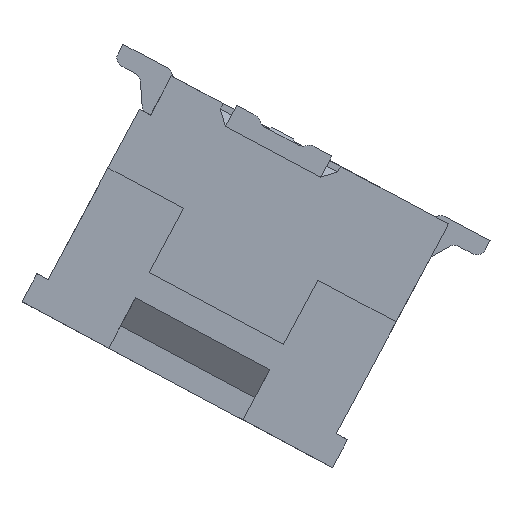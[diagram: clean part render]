
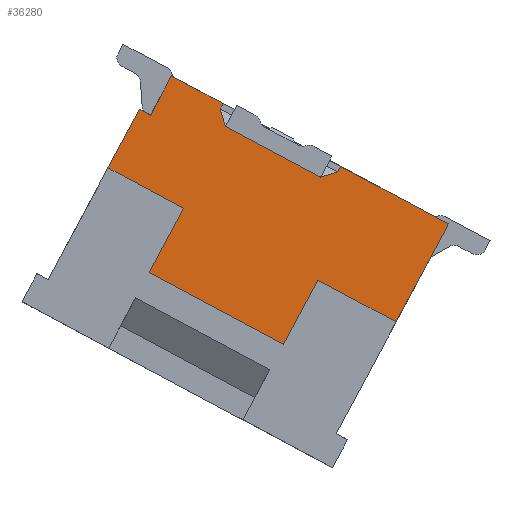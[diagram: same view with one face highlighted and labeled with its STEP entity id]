
A CAD part, front view. The second image highlights one B-rep face of the part: STEP entity #36280.
In plain terms, the highlighted planar face has unit normal (0, -1, 0).
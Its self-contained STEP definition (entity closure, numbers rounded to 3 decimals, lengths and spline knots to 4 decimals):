
#1901 = VECTOR ( 'NONE', #105312, 1000. ) ;
#2812 = ORIENTED_EDGE ( 'NONE', *, *, #125705, .F. ) ;
#4325 = DIRECTION ( 'NONE',  ( -0.471, 0., -0.882 ) ) ;
#4716 = CARTESIAN_POINT ( 'NONE',  ( 8.2315, -2.2, -1.129 ) ) ;
#6357 = CARTESIAN_POINT ( 'NONE',  ( 5.9256, -2.2, 2.0878 ) ) ;
#6780 = VERTEX_POINT ( 'NONE', #23451 ) ;
#8013 = DIRECTION ( 'NONE',  ( 0.471, 0., 0.882 ) ) ;
#9378 = CARTESIAN_POINT ( 'NONE',  ( 6.7794, -2.2, 1.283 ) ) ;
#10545 = PLANE ( 'NONE',  #13520 ) ;
#11504 = VERTEX_POINT ( 'NONE', #112214 ) ;
#11582 = ORIENTED_EDGE ( 'NONE', *, *, #130181, .F. ) ;
#12371 = VECTOR ( 'NONE', #138691, 1000. ) ;
#13147 = LINE ( 'NONE', #67523, #65259 ) ;
#13520 = AXIS2_PLACEMENT_3D ( 'NONE', #34875, #57866, #107250 ) ;
#13924 = VECTOR ( 'NONE', #30677, 1000. ) ;
#15652 = LINE ( 'NONE', #111384, #117756 ) ;
#15805 = DIRECTION ( 'NONE',  ( 0.471, 0., 0.882 ) ) ;
#15962 = VERTEX_POINT ( 'NONE', #148311 ) ;
#17003 = EDGE_CURVE ( 'NONE', #146277, #32256, #113117, .T. ) ;
#17040 = VECTOR ( 'NONE', #8013, 1000. ) ;
#17607 = EDGE_CURVE ( 'NONE', #88712, #47218, #129198, .T. ) ;
#20095 = FACE_OUTER_BOUND ( 'NONE', #34189, .T. ) ;
#21409 = EDGE_CURVE ( 'NONE', #32256, #32312, #66026, .T. ) ;
#21773 = DIRECTION ( 'NONE',  ( 0.882, 0., -0.471 ) ) ;
#22892 = LINE ( 'NONE', #121018, #129355 ) ;
#23441 = EDGE_CURVE ( 'NONE', #62872, #147259, #104527, .T. ) ;
#23451 = CARTESIAN_POINT ( 'NONE',  ( 6.7414, -2.2, 1.6518 ) ) ;
#24640 = CARTESIAN_POINT ( 'NONE',  ( 4.9243, -2.2, 0.6387 ) ) ;
#27426 = LINE ( 'NONE', #48431, #79500 ) ;
#30677 = DIRECTION ( 'NONE',  ( 0.957, 0., 0.29 ) ) ;
#30907 = CARTESIAN_POINT ( 'NONE',  ( 6.1149, -2.2, 0.0023 ) ) ;
#32256 = VERTEX_POINT ( 'NONE', #34760 ) ;
#32312 = VERTEX_POINT ( 'NONE', #147448 ) ;
#33162 = LINE ( 'NONE', #55928, #84411 ) ;
#33719 = DIRECTION ( 'NONE',  ( 0.29, 0., -0.957 ) ) ;
#34189 = EDGE_LOOP ( 'NONE', ( #2812, #66704, #73969, #75350, #132463, #11582, #69547, #62272, #140942, #86476, #56604, #41242, #92098, #113446, #151313, #148733 ) ) ;
#34760 = CARTESIAN_POINT ( 'NONE',  ( 8.5463, -2.2, 0.5737 ) ) ;
#34875 = CARTESIAN_POINT ( 'NONE',  ( 3.615, -2.2, -1.5925 ) ) ;
#36280 = ADVANCED_FACE ( 'NONE', ( #20095 ), #10545, .F. ) ;
#37203 = VECTOR ( 'NONE', #33719, 1000. ) ;
#37755 = VERTEX_POINT ( 'NONE', #145885 ) ;
#40038 = EDGE_CURVE ( 'NONE', #37755, #62872, #15652, .T. ) ;
#41242 = ORIENTED_EDGE ( 'NONE', *, *, #17003, .F. ) ;
#43869 = VERTEX_POINT ( 'NONE', #63023 ) ;
#46904 = DIRECTION ( 'NONE',  ( -0.882, 0., 0.471 ) ) ;
#46918 = CARTESIAN_POINT ( 'NONE',  ( 6.1387, -2.2, -0.0104 ) ) ;
#47218 = VERTEX_POINT ( 'NONE', #4716 ) ;
#48431 = CARTESIAN_POINT ( 'NONE',  ( 6.6894, -2.2, 1.5545 ) ) ;
#49410 = EDGE_CURVE ( 'NONE', #47218, #43869, #113199, .T. ) ;
#49744 = CARTESIAN_POINT ( 'NONE',  ( 8.2756, -2.2, 0.4916 ) ) ;
#53593 = CARTESIAN_POINT ( 'NONE',  ( 3.7058, -2.2, -1.6411 ) ) ;
#53829 = VECTOR ( 'NONE', #89945, 1000. ) ;
#54242 = VERTEX_POINT ( 'NONE', #6357 ) ;
#54973 = LINE ( 'NONE', #131489, #107314 ) ;
#55426 = DIRECTION ( 'NONE',  ( 0.882, 0., -0.471 ) ) ;
#55928 = CARTESIAN_POINT ( 'NONE',  ( 8.3056, -2.2, 0.4756 ) ) ;
#56604 = ORIENTED_EDGE ( 'NONE', *, *, #21409, .F. ) ;
#57866 = DIRECTION ( 'NONE',  ( 0., 1., 0. ) ) ;
#58400 = EDGE_CURVE ( 'NONE', #6780, #11504, #27426, .T. ) ;
#61726 = EDGE_CURVE ( 'NONE', #54242, #6780, #22892, .T. ) ;
#62272 = ORIENTED_EDGE ( 'NONE', *, *, #17607, .F. ) ;
#62872 = VERTEX_POINT ( 'NONE', #30907 ) ;
#63023 = CARTESIAN_POINT ( 'NONE',  ( 7.6895, -2.2, -2.1432 ) ) ;
#64669 = EDGE_CURVE ( 'NONE', #32312, #15962, #84570, .T. ) ;
#65259 = VECTOR ( 'NONE', #88656, 1000. ) ;
#66026 = LINE ( 'NONE', #116784, #17040 ) ;
#66704 = ORIENTED_EDGE ( 'NONE', *, *, #107438, .F. ) ;
#67523 = CARTESIAN_POINT ( 'NONE',  ( 10.3312, -2.2, -0.1705 ) ) ;
#69270 = EDGE_CURVE ( 'NONE', #11504, #70632, #139256, .T. ) ;
#69547 = ORIENTED_EDGE ( 'NONE', *, *, #49410, .F. ) ;
#70061 = CARTESIAN_POINT ( 'NONE',  ( 8.5562, -2.2, 0.5767 ) ) ;
#70632 = VERTEX_POINT ( 'NONE', #106471 ) ;
#73969 = ORIENTED_EDGE ( 'NONE', *, *, #121481, .T. ) ;
#75350 = ORIENTED_EDGE ( 'NONE', *, *, #23441, .F. ) ;
#76047 = CARTESIAN_POINT ( 'NONE',  ( 9.4663, -2.2, -1.7889 ) ) ;
#79500 = VECTOR ( 'NONE', #4325, 1000. ) ;
#80616 = VECTOR ( 'NONE', #90384, 1000. ) ;
#82705 = DIRECTION ( 'NONE',  ( 0.882, 0., -0.471 ) ) ;
#84411 = VECTOR ( 'NONE', #21773, 1000. ) ;
#84570 = LINE ( 'NONE', #140725, #80616 ) ;
#85641 = CARTESIAN_POINT ( 'NONE',  ( 9.4909, -2.2, -1.8021 ) ) ;
#86476 = ORIENTED_EDGE ( 'NONE', *, *, #64669, .F. ) ;
#88656 = DIRECTION ( 'NONE',  ( -0.471, 0., -0.882 ) ) ;
#88694 = LINE ( 'NONE', #121661, #139953 ) ;
#88712 = VERTEX_POINT ( 'NONE', #76047 ) ;
#89945 = DIRECTION ( 'NONE',  ( -0.471, 0., -0.882 ) ) ;
#90384 = DIRECTION ( 'NONE',  ( 0.882, 0., -0.471 ) ) ;
#92098 = ORIENTED_EDGE ( 'NONE', *, *, #101371, .F. ) ;
#97593 = DIRECTION ( 'NONE',  ( -0.882, 0., 0.471 ) ) ;
#101371 = EDGE_CURVE ( 'NONE', #70632, #146277, #33162, .T. ) ;
#102938 = CARTESIAN_POINT ( 'NONE',  ( 5.4192, -2.2, 1.5647 ) ) ;
#104527 = LINE ( 'NONE', #46918, #1901 ) ;
#105312 = DIRECTION ( 'NONE',  ( -0.882, 0., 0.471 ) ) ;
#106471 = CARTESIAN_POINT ( 'NONE',  ( 6.7764, -2.2, 1.2929 ) ) ;
#107250 = DIRECTION ( 'NONE',  ( 1., 0., 0. ) ) ;
#107314 = VECTOR ( 'NONE', #46904, 1000. ) ;
#107438 = EDGE_CURVE ( 'NONE', #124203, #110306, #113706, .T. ) ;
#107523 = EDGE_CURVE ( 'NONE', #15962, #88712, #13147, .T. ) ;
#110306 = VERTEX_POINT ( 'NONE', #144692 ) ;
#111384 = CARTESIAN_POINT ( 'NONE',  ( 5.562, -2.2, -1.0322 ) ) ;
#112214 = CARTESIAN_POINT ( 'NONE',  ( 6.6942, -2.2, 1.5636 ) ) ;
#113117 = LINE ( 'NONE', #70061, #13924 ) ;
#113199 = LINE ( 'NONE', #126552, #12371 ) ;
#113446 = ORIENTED_EDGE ( 'NONE', *, *, #69270, .F. ) ;
#113702 = CARTESIAN_POINT ( 'NONE',  ( 5.3284, -2.2, 1.6133 ) ) ;
#113706 = LINE ( 'NONE', #113702, #115254 ) ;
#115254 = VECTOR ( 'NONE', #55426, 1000. ) ;
#116784 = CARTESIAN_POINT ( 'NONE',  ( 8.5983, -2.2, 0.671 ) ) ;
#117756 = VECTOR ( 'NONE', #15805, 1000. ) ;
#121018 = CARTESIAN_POINT ( 'NONE',  ( 5.8383, -2.2, 2.1345 ) ) ;
#121481 = EDGE_CURVE ( 'NONE', #124203, #147259, #153481, .T. ) ;
#121661 = CARTESIAN_POINT ( 'NONE',  ( 5.589, -2.2, 1.4581 ) ) ;
#124203 = VERTEX_POINT ( 'NONE', #102938 ) ;
#125705 = EDGE_CURVE ( 'NONE', #110306, #54242, #88694, .T. ) ;
#126552 = CARTESIAN_POINT ( 'NONE',  ( 8.2424, -2.2, -1.1087 ) ) ;
#129198 = LINE ( 'NONE', #85641, #130481 ) ;
#129355 = VECTOR ( 'NONE', #82705, 1000. ) ;
#130181 = EDGE_CURVE ( 'NONE', #43869, #37755, #54973, .T. ) ;
#130481 = VECTOR ( 'NONE', #97593, 1000. ) ;
#131489 = CARTESIAN_POINT ( 'NONE',  ( 7.7318, -2.2, -2.1658 ) ) ;
#132463 = ORIENTED_EDGE ( 'NONE', *, *, #40038, .F. ) ;
#133664 = DIRECTION ( 'NONE',  ( 0.471, 0., 0.882 ) ) ;
#138691 = DIRECTION ( 'NONE',  ( -0.471, 0., -0.882 ) ) ;
#139256 = LINE ( 'NONE', #9378, #37203 ) ;
#139953 = VECTOR ( 'NONE', #133664, 1000. ) ;
#140725 = CARTESIAN_POINT ( 'NONE',  ( 5.8383, -2.2, 2.1345 ) ) ;
#140942 = ORIENTED_EDGE ( 'NONE', *, *, #107523, .F. ) ;
#144692 = CARTESIAN_POINT ( 'NONE',  ( 5.5956, -2.2, 1.4705 ) ) ;
#145885 = CARTESIAN_POINT ( 'NONE',  ( 5.5728, -2.2, -1.0119 ) ) ;
#146277 = VERTEX_POINT ( 'NONE', #49744 ) ;
#147259 = VERTEX_POINT ( 'NONE', #24640 ) ;
#147448 = CARTESIAN_POINT ( 'NONE',  ( 8.5934, -2.2, 0.6619 ) ) ;
#148311 = CARTESIAN_POINT ( 'NONE',  ( 10.2912, -2.2, -0.2455 ) ) ;
#148733 = ORIENTED_EDGE ( 'NONE', *, *, #61726, .F. ) ;
#151313 = ORIENTED_EDGE ( 'NONE', *, *, #58400, .F. ) ;
#153481 = LINE ( 'NONE', #53593, #53829 ) ;
